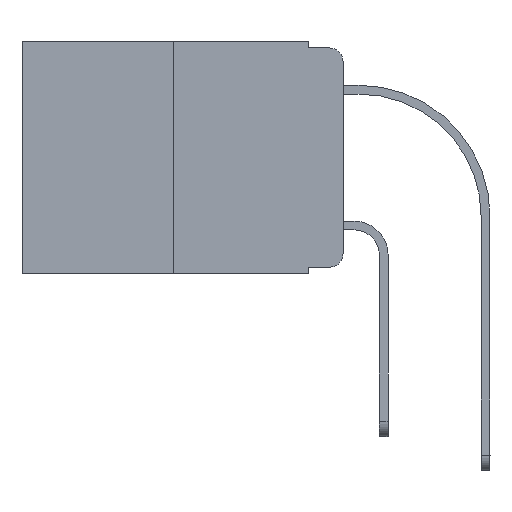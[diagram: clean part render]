
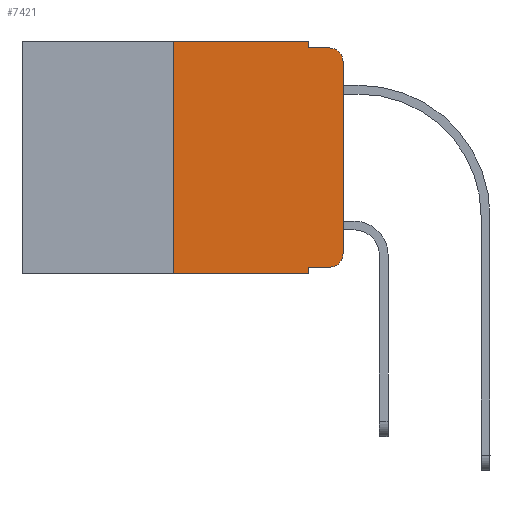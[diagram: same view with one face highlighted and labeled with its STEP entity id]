
A CAD part, left-side view. The second image highlights one B-rep face of the part: STEP entity #7421.
In plain terms, the highlighted planar face has unit normal (-1, 0, 0).
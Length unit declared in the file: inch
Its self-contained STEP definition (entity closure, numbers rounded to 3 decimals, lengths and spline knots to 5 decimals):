
#159 = PLANE ( 'NONE',  #9193 ) ;
#184 = VERTEX_POINT ( 'NONE', #7977 ) ;
#223 = LINE ( 'NONE', #14088, #9516 ) ;
#427 = CARTESIAN_POINT ( 'NONE',  ( 0., 0.051, -0.01 ) ) ;
#428 = ORIENTED_EDGE ( 'NONE', *, *, #15151, .T. ) ;
#730 = VECTOR ( 'NONE', #7703, 39.37008 ) ;
#769 = VECTOR ( 'NONE', #16349, 39.37008 ) ;
#1009 = EDGE_CURVE ( 'NONE', #184, #10746, #1329, .T. ) ;
#1066 = EDGE_CURVE ( 'NONE', #15654, #14433, #15537, .T. ) ;
#1329 = LINE ( 'NONE', #12153, #769 ) ;
#1550 = CIRCLE ( 'NONE', #13354, 0.02 ) ;
#1740 = VECTOR ( 'NONE', #4723, 39.37008 ) ;
#1799 = ORIENTED_EDGE ( 'NONE', *, *, #16510, .F. ) ;
#2355 = LINE ( 'NONE', #13343, #3879 ) ;
#2410 = CARTESIAN_POINT ( 'NONE',  ( 0., 0.051, -0.343 ) ) ;
#2769 = VERTEX_POINT ( 'NONE', #9739 ) ;
#2869 = CARTESIAN_POINT ( 'NONE',  ( 0., 0.473, 0. ) ) ;
#3044 = CARTESIAN_POINT ( 'NONE',  ( 0., 0., -0.03 ) ) ;
#3172 = CARTESIAN_POINT ( 'NONE',  ( 0., 0.02, -0.03 ) ) ;
#3183 = ORIENTED_EDGE ( 'NONE', *, *, #1009, .T. ) ;
#3741 = LINE ( 'NONE', #6543, #730 ) ;
#3855 = CARTESIAN_POINT ( 'NONE',  ( 0., 0.473, 0. ) ) ;
#3879 = VECTOR ( 'NONE', #11298, 39.37008 ) ;
#3929 = CARTESIAN_POINT ( 'NONE',  ( 0., 0.02, -0.333 ) ) ;
#3945 = LINE ( 'NONE', #3855, #7213 ) ;
#4061 = EDGE_CURVE ( 'NONE', #6153, #13413, #17038, .T. ) ;
#4188 = ORIENTED_EDGE ( 'NONE', *, *, #9695, .F. ) ;
#4485 = ORIENTED_EDGE ( 'NONE', *, *, #7916, .T. ) ;
#4559 = DIRECTION ( 'NONE',  ( 0., 0., 1. ) ) ;
#4723 = DIRECTION ( 'NONE',  ( 0., -1., 0. ) ) ;
#4733 = VERTEX_POINT ( 'NONE', #3044 ) ;
#4912 = CIRCLE ( 'NONE', #11245, 0.02 ) ;
#5479 = FACE_OUTER_BOUND ( 'NONE', #13486, .T. ) ;
#5695 = CARTESIAN_POINT ( 'NONE',  ( 0., 0.25, 0. ) ) ;
#6117 = CARTESIAN_POINT ( 'NONE',  ( 0., 0.051, 0. ) ) ;
#6153 = VERTEX_POINT ( 'NONE', #11721 ) ;
#6160 = CARTESIAN_POINT ( 'NONE',  ( 0., 0.473, -0.343 ) ) ;
#6543 = CARTESIAN_POINT ( 'NONE',  ( 0., 0., 0. ) ) ;
#7088 = DIRECTION ( 'NONE',  ( 0., 0., -1. ) ) ;
#7213 = VECTOR ( 'NONE', #12220, 39.37008 ) ;
#7247 = DIRECTION ( 'NONE',  ( 0., 0., -1. ) ) ;
#7421 = ADVANCED_FACE ( 'NONE', ( #5479 ), #159, .F. ) ;
#7681 = CARTESIAN_POINT ( 'NONE',  ( 0., 0.02, -0.313 ) ) ;
#7703 = DIRECTION ( 'NONE',  ( 0., 0., 1. ) ) ;
#7863 = DIRECTION ( 'NONE',  ( -1., 0., 0. ) ) ;
#7916 = EDGE_CURVE ( 'NONE', #10746, #2769, #1550, .T. ) ;
#7977 = CARTESIAN_POINT ( 'NONE',  ( 0., 0.051, -0.333 ) ) ;
#8413 = ORIENTED_EDGE ( 'NONE', *, *, #9456, .T. ) ;
#8668 = DIRECTION ( 'NONE',  ( -1., 0., 0. ) ) ;
#8705 = ORIENTED_EDGE ( 'NONE', *, *, #1066, .F. ) ;
#9193 = AXIS2_PLACEMENT_3D ( 'NONE', #2869, #15289, #10996 ) ;
#9456 = EDGE_CURVE ( 'NONE', #2769, #4733, #3741, .T. ) ;
#9516 = VECTOR ( 'NONE', #4559, 39.37008 ) ;
#9695 = EDGE_CURVE ( 'NONE', #14433, #16765, #2355, .T. ) ;
#9739 = CARTESIAN_POINT ( 'NONE',  ( 0., 0., -0.313 ) ) ;
#10297 = DIRECTION ( 'NONE',  ( 0., 0., -1. ) ) ;
#10723 = VECTOR ( 'NONE', #7247, 39.37008 ) ;
#10746 = VERTEX_POINT ( 'NONE', #3929 ) ;
#10996 = DIRECTION ( 'NONE',  ( 0., 0., -1. ) ) ;
#11245 = AXIS2_PLACEMENT_3D ( 'NONE', #3172, #8668, #14158 ) ;
#11298 = DIRECTION ( 'NONE',  ( 0., -1., 0. ) ) ;
#11368 = ORIENTED_EDGE ( 'NONE', *, *, #4061, .T. ) ;
#11704 = VECTOR ( 'NONE', #7088, 39.37008 ) ;
#11721 = CARTESIAN_POINT ( 'NONE',  ( 0., 0.25, -0.343 ) ) ;
#12153 = CARTESIAN_POINT ( 'NONE',  ( 0., 0.051, -0.333 ) ) ;
#12177 = ORIENTED_EDGE ( 'NONE', *, *, #13349, .F. ) ;
#12220 = DIRECTION ( 'NONE',  ( 0., -1., 0. ) ) ;
#12582 = CARTESIAN_POINT ( 'NONE',  ( 0., 0.051, 0. ) ) ;
#12917 = CARTESIAN_POINT ( 'NONE',  ( 0., 0.051, 0. ) ) ;
#13343 = CARTESIAN_POINT ( 'NONE',  ( 0., 0.051, -0.01 ) ) ;
#13349 = EDGE_CURVE ( 'NONE', #15126, #15654, #3945, .T. ) ;
#13354 = AXIS2_PLACEMENT_3D ( 'NONE', #7681, #7863, #10297 ) ;
#13413 = VERTEX_POINT ( 'NONE', #2410 ) ;
#13486 = EDGE_LOOP ( 'NONE', ( #8413, #428, #4188, #8705, #12177, #13954, #11368, #1799, #3183, #4485 ) ) ;
#13710 = CARTESIAN_POINT ( 'NONE',  ( 0., 0.02, -0.01 ) ) ;
#13954 = ORIENTED_EDGE ( 'NONE', *, *, #14869, .F. ) ;
#14088 = CARTESIAN_POINT ( 'NONE',  ( 0., 0.25, 0. ) ) ;
#14158 = DIRECTION ( 'NONE',  ( 0., 0., -1. ) ) ;
#14433 = VERTEX_POINT ( 'NONE', #427 ) ;
#14869 = EDGE_CURVE ( 'NONE', #6153, #15126, #223, .T. ) ;
#15126 = VERTEX_POINT ( 'NONE', #5695 ) ;
#15151 = EDGE_CURVE ( 'NONE', #4733, #16765, #4912, .T. ) ;
#15248 = LINE ( 'NONE', #12917, #10723 ) ;
#15289 = DIRECTION ( 'NONE',  ( 1., 0., 0. ) ) ;
#15537 = LINE ( 'NONE', #12582, #11704 ) ;
#15654 = VERTEX_POINT ( 'NONE', #6117 ) ;
#16349 = DIRECTION ( 'NONE',  ( 0., -1., 0. ) ) ;
#16510 = EDGE_CURVE ( 'NONE', #184, #13413, #15248, .T. ) ;
#16765 = VERTEX_POINT ( 'NONE', #13710 ) ;
#17038 = LINE ( 'NONE', #6160, #1740 ) ;
